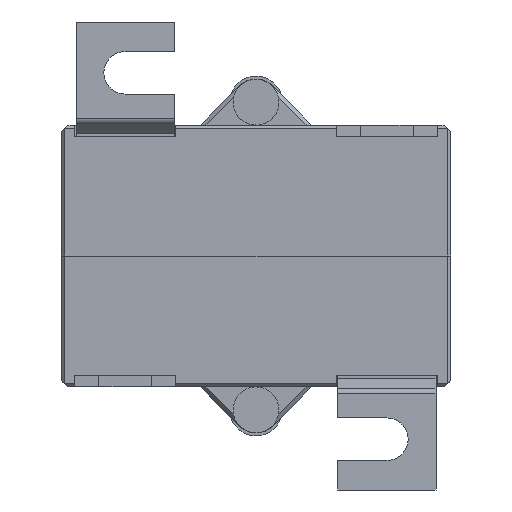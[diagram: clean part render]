
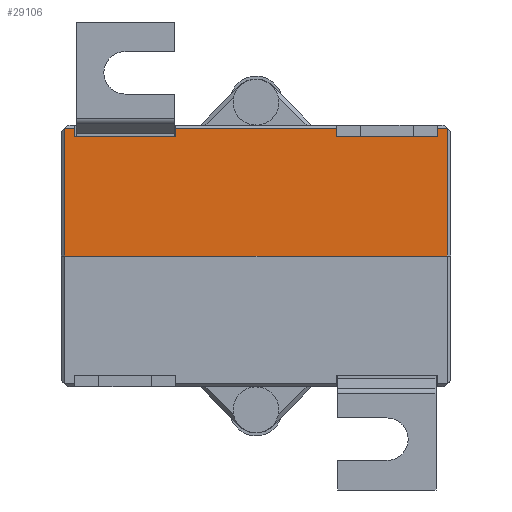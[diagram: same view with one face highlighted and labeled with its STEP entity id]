
A CAD part, front view. The second image highlights one B-rep face of the part: STEP entity #29106.
In plain terms, the highlighted planar face has unit normal (0, -1, 0).
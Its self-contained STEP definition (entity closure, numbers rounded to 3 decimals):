
#803=PLANE('',#31057);
#2232=FACE_OUTER_BOUND('',#3846,.T.);
#3846=EDGE_LOOP('',(#20506,#20507,#20508,#20509,#20510,#20511,#20512,#20513,
#20514,#20515,#20516,#20517));
#6457=LINE('',#39752,#9685);
#6480=LINE('',#39811,#9708);
#6487=LINE('',#39825,#9715);
#6488=LINE('',#39827,#9716);
#6489=LINE('',#39829,#9717);
#6490=LINE('',#39831,#9718);
#6491=LINE('',#39833,#9719);
#6492=LINE('',#39835,#9720);
#6493=LINE('',#39837,#9721);
#6494=LINE('',#39839,#9722);
#6495=LINE('',#39841,#9723);
#6496=LINE('',#39842,#9724);
#9685=VECTOR('',#33026,10.);
#9708=VECTOR('',#33075,10.);
#9715=VECTOR('',#33086,10.);
#9716=VECTOR('',#33087,10.);
#9717=VECTOR('',#33088,10.);
#9718=VECTOR('',#33089,10.);
#9719=VECTOR('',#33090,10.);
#9720=VECTOR('',#33091,10.);
#9721=VECTOR('',#33092,10.);
#9722=VECTOR('',#33093,10.);
#9723=VECTOR('',#33094,10.);
#9724=VECTOR('',#33095,10.);
#12893=VERTEX_POINT('',#39694);
#12921=VERTEX_POINT('',#39750);
#12944=VERTEX_POINT('',#39810);
#12949=VERTEX_POINT('',#39824);
#12950=VERTEX_POINT('',#39826);
#12951=VERTEX_POINT('',#39828);
#12952=VERTEX_POINT('',#39830);
#12953=VERTEX_POINT('',#39832);
#12954=VERTEX_POINT('',#39834);
#12955=VERTEX_POINT('',#39836);
#12956=VERTEX_POINT('',#39838);
#12957=VERTEX_POINT('',#39840);
#15879=EDGE_CURVE('',#12921,#12893,#6457,.T.);
#15908=EDGE_CURVE('',#12893,#12944,#6480,.T.);
#15915=EDGE_CURVE('',#12949,#12921,#6487,.T.);
#15916=EDGE_CURVE('',#12950,#12949,#6488,.T.);
#15917=EDGE_CURVE('',#12950,#12951,#6489,.T.);
#15918=EDGE_CURVE('',#12951,#12952,#6490,.T.);
#15919=EDGE_CURVE('',#12952,#12953,#6491,.T.);
#15920=EDGE_CURVE('',#12954,#12953,#6492,.T.);
#15921=EDGE_CURVE('',#12954,#12955,#6493,.T.);
#15922=EDGE_CURVE('',#12955,#12956,#6494,.T.);
#15923=EDGE_CURVE('',#12956,#12957,#6495,.T.);
#15924=EDGE_CURVE('',#12944,#12957,#6496,.T.);
#20506=ORIENTED_EDGE('',*,*,#15908,.F.);
#20507=ORIENTED_EDGE('',*,*,#15879,.F.);
#20508=ORIENTED_EDGE('',*,*,#15915,.F.);
#20509=ORIENTED_EDGE('',*,*,#15916,.F.);
#20510=ORIENTED_EDGE('',*,*,#15917,.T.);
#20511=ORIENTED_EDGE('',*,*,#15918,.T.);
#20512=ORIENTED_EDGE('',*,*,#15919,.T.);
#20513=ORIENTED_EDGE('',*,*,#15920,.F.);
#20514=ORIENTED_EDGE('',*,*,#15921,.T.);
#20515=ORIENTED_EDGE('',*,*,#15922,.T.);
#20516=ORIENTED_EDGE('',*,*,#15923,.T.);
#20517=ORIENTED_EDGE('',*,*,#15924,.F.);
#29106=ADVANCED_FACE('',(#2232),#803,.T.);
#31057=AXIS2_PLACEMENT_3D('',#39823,#33084,#33085);
#33026=DIRECTION('',(1.,0.,0.));
#33075=DIRECTION('',(0.,0.,-1.));
#33084=DIRECTION('center_axis',(0.,-1.,0.));
#33085=DIRECTION('ref_axis',(1.,0.,0.));
#33086=DIRECTION('',(0.,0.,1.));
#33087=DIRECTION('',(-1.,0.,0.));
#33088=DIRECTION('',(0.,0.,1.));
#33089=DIRECTION('',(1.,0.,0.));
#33090=DIRECTION('',(0.,0.,-1.));
#33091=DIRECTION('',(-1.,0.,0.));
#33092=DIRECTION('',(0.,0.,1.));
#33093=DIRECTION('',(1.,0.,0.));
#33094=DIRECTION('',(0.,0.,-1.));
#33095=DIRECTION('',(-1.,0.,0.));
#39694=CARTESIAN_POINT('',(29.25,0.,20.));
#39750=CARTESIAN_POINT('',(-29.25,0.,20.));
#39752=CARTESIAN_POINT('',(-29.75,0.,20.));
#39810=CARTESIAN_POINT('',(29.25,0.,0.5));
#39811=CARTESIAN_POINT('',(29.25,0.,0.));
#39823=CARTESIAN_POINT('Origin',(-29.75,0.,0.));
#39824=CARTESIAN_POINT('',(-29.25,0.,0.5));
#39825=CARTESIAN_POINT('',(-29.25,0.,0.));
#39826=CARTESIAN_POINT('',(-27.7,0.,0.5));
#39827=CARTESIAN_POINT('',(-14.875,0.,0.5));
#39828=CARTESIAN_POINT('',(-27.7,0.,1.8));
#39829=CARTESIAN_POINT('',(-27.7,0.,0.));
#39830=CARTESIAN_POINT('',(-12.3,0.,1.8));
#39831=CARTESIAN_POINT('',(-24.875,0.,1.8));
#39832=CARTESIAN_POINT('',(-12.3,0.,0.5));
#39833=CARTESIAN_POINT('',(-12.3,0.,0.));
#39834=CARTESIAN_POINT('',(12.3,0.,0.5));
#39835=CARTESIAN_POINT('',(-14.875,0.,0.5));
#39836=CARTESIAN_POINT('',(12.3,0.,1.8));
#39837=CARTESIAN_POINT('',(12.3,0.,0.));
#39838=CARTESIAN_POINT('',(27.7,0.,1.8));
#39839=CARTESIAN_POINT('',(-4.875,0.,1.8));
#39840=CARTESIAN_POINT('',(27.7,0.,0.5));
#39841=CARTESIAN_POINT('',(27.7,0.,0.));
#39842=CARTESIAN_POINT('',(-14.875,0.,0.5));
